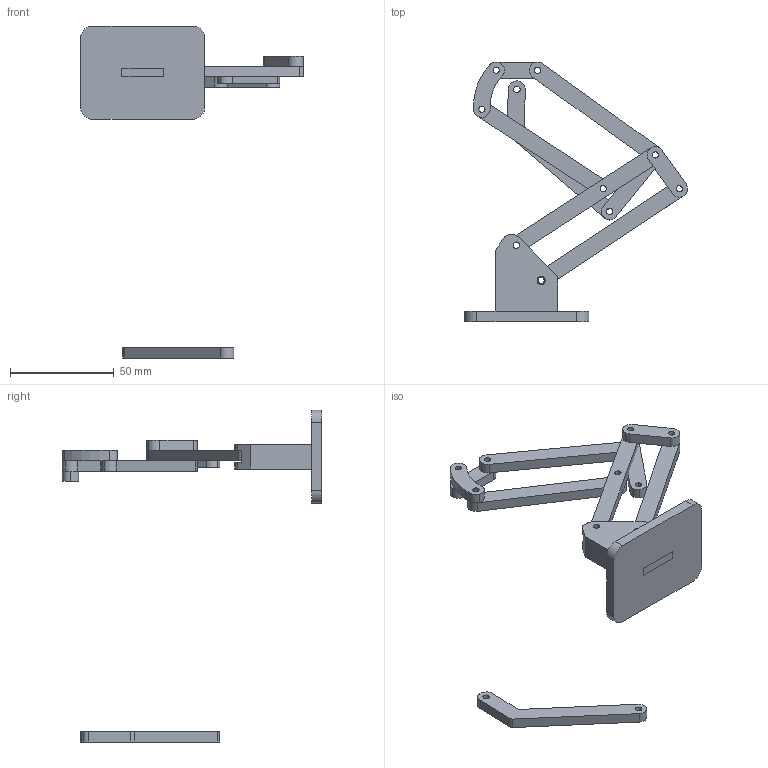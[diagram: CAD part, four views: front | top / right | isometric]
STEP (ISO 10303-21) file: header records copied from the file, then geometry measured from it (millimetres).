
FILE_DESCRIPTION (( 'STEP AP203' ), '1' );
FILE_NAME ('Assem1.STEP', '2024-04-25T10:41:34', ( '' ), ( '' ), 'SwSTEP 2.0', 'SolidWorks 2020', '' );
FILE_SCHEMA (( 'CONFIG_CONTROL_DESIGN' ));
Length unit declared in the file: millimetre
Products named in the file (11): Assem1; ????; 103; Part4; 110; 134; Part2; Part3; ???????; 33; 103.1
Assembly tree (11 placements, depth 2):
  Assem1
    103
    103.1
    110
    134
    33  x2
    Part3
    ????
    ???????
    Part2
    Part4
Bounding box: 107.64 x 125.44 x 160.24 mm (x, y, z)
Volume: 40521.2 mm3; surface area: 26301.9 mm2
Topology: 11 solids, 11 shells, 151 faces, 384 edges, 256 vertices
Faces by surface type: cylinder 86, plane 65
Entity records: 5596 total; most frequent: DIRECTION 823, CARTESIAN_POINT 749, ORIENTED_EDGE 714, EDGE_CURVE 357, AXIS2_PLACEMENT_3D 312, VERTEX_POINT 238, LINE 199, VECTOR 199
